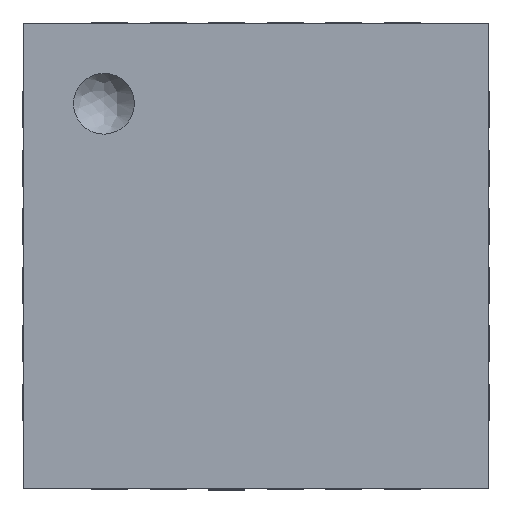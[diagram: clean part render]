
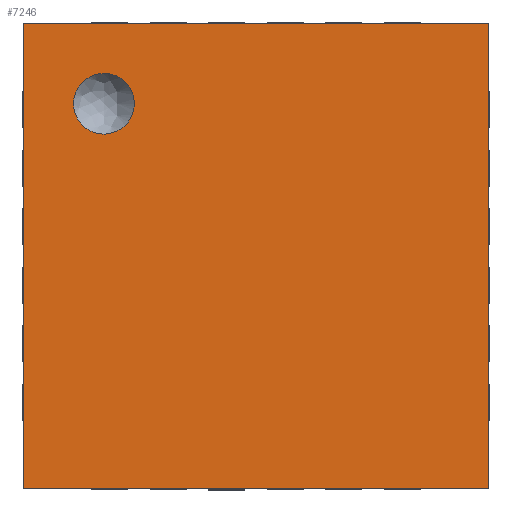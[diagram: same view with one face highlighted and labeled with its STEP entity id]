
A CAD part, top view. The second image highlights one B-rep face of the part: STEP entity #7246.
In plain terms, the highlighted planar face has unit normal (0, 0, 1).
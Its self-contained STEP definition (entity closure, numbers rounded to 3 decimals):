
#54 = DIRECTION ( 'NONE',  ( -1., 0., 0. ) ) ;
#164 = LINE ( 'NONE', #299, #489 ) ;
#299 = CARTESIAN_POINT ( 'NONE',  ( -1.99, -1.99, 1. ) ) ;
#489 = VECTOR ( 'NONE', #5173, 1000. ) ;
#530 = DIRECTION ( 'NONE',  ( 0., 1., 0. ) ) ;
#755 = DIRECTION ( 'NONE',  ( 0., -1., 0. ) ) ;
#915 = CARTESIAN_POINT ( 'NONE',  ( -1.04, 1.3, 1. ) ) ;
#1233 = EDGE_CURVE ( 'NONE', #2355, #4888, #4283, .T. ) ;
#1234 = EDGE_CURVE ( 'NONE', #4888, #4527, #9111, .T. ) ;
#1368 = ORIENTED_EDGE ( 'NONE', *, *, #1233, .T. ) ;
#1960 = ORIENTED_EDGE ( 'NONE', *, *, #7418, .F. ) ;
#1995 = CARTESIAN_POINT ( 'NONE',  ( -1.435, 1.068, 1. ) ) ;
#2313 = CARTESIAN_POINT ( 'NONE',  ( -1.164, 1.532, 1. ) ) ;
#2319 = AXIS2_PLACEMENT_3D ( 'NONE', #3489, #8530, #4220 ) ;
#2355 = VERTEX_POINT ( 'NONE', #8911 ) ;
#2715 = CARTESIAN_POINT ( 'NONE',  ( -1.232, 1.04, 1. ) ) ;
#2964 = EDGE_CURVE ( 'NONE', #5475, #2355, #7222, .T. ) ;
#2970 = ORIENTED_EDGE ( 'NONE', *, *, #1234, .T. ) ;
#3046 = CARTESIAN_POINT ( 'NONE',  ( -1.369, 1.56, 1. ) ) ;
#3054 = ORIENTED_EDGE ( 'NONE', *, *, #8808, .F. ) ;
#3388 = VECTOR ( 'NONE', #530, 1000. ) ;
#3426 = CARTESIAN_POINT ( 'NONE',  ( -1.068, 1.164, 1. ) ) ;
#3489 = CARTESIAN_POINT ( 'NONE',  ( 1.99, -1.99, 1. ) ) ;
#3600 = VECTOR ( 'NONE', #54, 1000. ) ;
#3754 = CARTESIAN_POINT ( 'NONE',  ( -1.532, 1.436, 1. ) ) ;
#4129 = CARTESIAN_POINT ( 'NONE',  ( -1.56, 1.232, 1. ) ) ;
#4164 = CARTESIAN_POINT ( 'NONE',  ( -1.04, 1.3, 1. ) ) ;
#4220 = DIRECTION ( 'NONE',  ( -1., 0., 0. ) ) ;
#4283 = LINE ( 'NONE', #5013, #3600 ) ;
#4477 = CARTESIAN_POINT ( 'NONE',  ( -1.56, 1.3, 1. ) ) ;
#4492 = EDGE_LOOP ( 'NONE', ( #2970, #5379, #7168, #1368 ) ) ;
#4527 = VERTEX_POINT ( 'NONE', #9130 ) ;
#4666 = FACE_BOUND ( 'NONE', #8289, .T. ) ;
#4670 = VERTEX_POINT ( 'NONE', #4920 ) ;
#4888 = VERTEX_POINT ( 'NONE', #5709 ) ;
#4920 = CARTESIAN_POINT ( 'NONE',  ( -1.04, 1.3, 1. ) ) ;
#5013 = CARTESIAN_POINT ( 'NONE',  ( 1.99, 1.99, 1. ) ) ;
#5168 = CARTESIAN_POINT ( 'NONE',  ( -1.04, 1.369, 1. ) ) ;
#5173 = DIRECTION ( 'NONE',  ( 1., 0., 0. ) ) ;
#5281 = VECTOR ( 'NONE', #755, 1000. ) ;
#5379 = ORIENTED_EDGE ( 'NONE', *, *, #5659, .T. ) ;
#5475 = VERTEX_POINT ( 'NONE', #7906 ) ;
#5632 = PLANE ( 'NONE',  #2319 ) ;
#5659 = EDGE_CURVE ( 'NONE', #4527, #5475, #164, .T. ) ;
#5709 = CARTESIAN_POINT ( 'NONE',  ( -1.99, 1.99, 1. ) ) ;
#5938 = CARTESIAN_POINT ( 'NONE',  ( -1.56, 1.3, 1. ) ) ;
#6269 = VERTEX_POINT ( 'NONE', #5938 ) ;
#6282 = CARTESIAN_POINT ( 'NONE',  ( -1.532, 1.165, 1. ) ) ;
#6572 = B_SPLINE_CURVE_WITH_KNOTS ( 'NONE', 3,
 ( #9118, #4129, #6282, #1995, #7028, #2715, #7741, #3426, #8471, #4164 ),
 .UNSPECIFIED., .F., .F.,
 ( 4, 2, 2, 2, 4 ),
 ( 0.001, 0.001, 0.001, 0.001, 0.002 ),
 .UNSPECIFIED. ) ;
#6582 = FACE_OUTER_BOUND ( 'NONE', #4492, .T. ) ;
#6615 = CARTESIAN_POINT ( 'NONE',  ( -1.068, 1.436, 1. ) ) ;
#7028 = CARTESIAN_POINT ( 'NONE',  ( -1.368, 1.04, 1. ) ) ;
#7168 = ORIENTED_EDGE ( 'NONE', *, *, #2964, .T. ) ;
#7222 = LINE ( 'NONE', #9048, #3388 ) ;
#7246 = ADVANCED_FACE ( 'NONE', ( #6582, #4666 ), #5632, .F. ) ;
#7346 = CARTESIAN_POINT ( 'NONE',  ( -1.232, 1.56, 1. ) ) ;
#7418 = EDGE_CURVE ( 'NONE', #4670, #6269, #8144, .T. ) ;
#7741 = CARTESIAN_POINT ( 'NONE',  ( -1.164, 1.068, 1. ) ) ;
#7906 = CARTESIAN_POINT ( 'NONE',  ( 1.99, -1.99, 1. ) ) ;
#8056 = CARTESIAN_POINT ( 'NONE',  ( -1.436, 1.532, 1. ) ) ;
#8144 = B_SPLINE_CURVE_WITH_KNOTS ( 'NONE', 3,
 ( #915, #5168, #6615, #2313, #7346, #3046, #8056, #3754, #8785, #4477 ),
 .UNSPECIFIED., .F., .F.,
 ( 4, 2, 2, 2, 4 ),
 ( 0., 0., 0., 0.001, 0.001 ),
 .UNSPECIFIED. ) ;
#8289 = EDGE_LOOP ( 'NONE', ( #1960, #3054 ) ) ;
#8471 = CARTESIAN_POINT ( 'NONE',  ( -1.04, 1.231, 1. ) ) ;
#8530 = DIRECTION ( 'NONE',  ( 0., 0., -1. ) ) ;
#8603 = CARTESIAN_POINT ( 'NONE',  ( -1.99, 1.99, 1. ) ) ;
#8785 = CARTESIAN_POINT ( 'NONE',  ( -1.56, 1.368, 1. ) ) ;
#8808 = EDGE_CURVE ( 'NONE', #6269, #4670, #6572, .T. ) ;
#8911 = CARTESIAN_POINT ( 'NONE',  ( 1.99, 1.99, 1. ) ) ;
#9048 = CARTESIAN_POINT ( 'NONE',  ( 1.99, -1.99, 1. ) ) ;
#9111 = LINE ( 'NONE', #8603, #5281 ) ;
#9118 = CARTESIAN_POINT ( 'NONE',  ( -1.56, 1.3, 1. ) ) ;
#9130 = CARTESIAN_POINT ( 'NONE',  ( -1.99, -1.99, 1. ) ) ;
